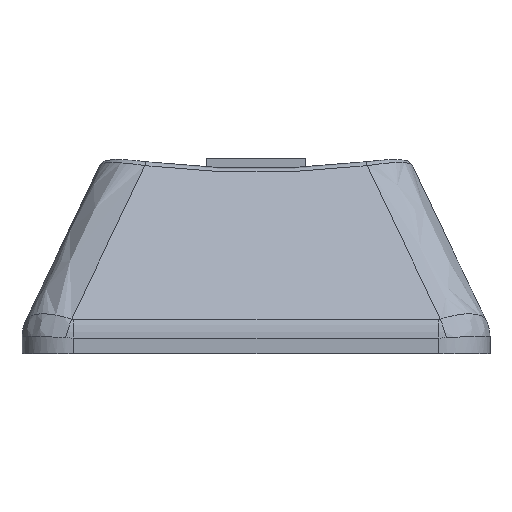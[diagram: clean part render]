
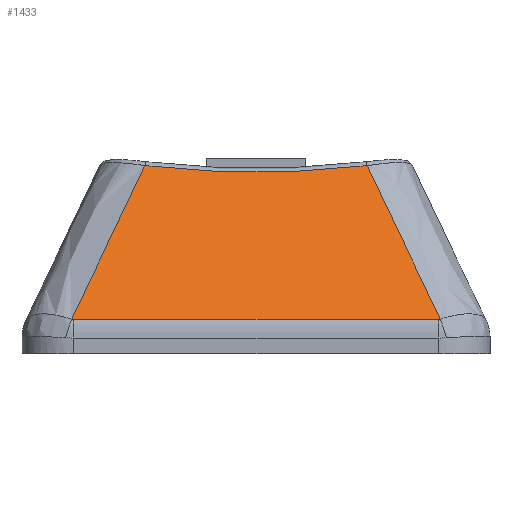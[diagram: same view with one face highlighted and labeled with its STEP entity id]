
A CAD part, front view. The second image highlights one B-rep face of the part: STEP entity #1433.
In plain terms, the highlighted planar face has unit normal (0, -0.877, 0.48).
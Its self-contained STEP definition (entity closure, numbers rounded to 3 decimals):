
#116=PLANE('',#1534);
#185=FACE_OUTER_BOUND('',#269,.T.);
#269=EDGE_LOOP('',(#1185,#1186,#1187,#1188,#1189,#1190));
#333=LINE('',#2800,#404);
#404=VECTOR('',#1672,10.);
#447=ELLIPSE('',#1512,1.042,0.5);
#449=ELLIPSE('',#1516,1.042,0.5);
#525=B_SPLINE_CURVE_WITH_KNOTS('',3,(#2962,#2963,#2964,#2965),
 .UNSPECIFIED.,.F.,.F.,(4,4),(-0.778,-0.042),
 .UNSPECIFIED.);
#527=B_SPLINE_CURVE_WITH_KNOTS('',3,(#2994,#2995,#2996,#2997),
 .UNSPECIFIED.,.F.,.F.,(4,4),(-0.865,0.),.UNSPECIFIED.);
#539=B_SPLINE_CURVE_WITH_KNOTS('',3,(#3258,#3259,#3260,#3261),
 .UNSPECIFIED.,.F.,.F.,(4,4),(0.042,0.778),
 .UNSPECIFIED.);
#623=VERTEX_POINT('',#2379);
#646=VERTEX_POINT('',#2759);
#648=VERTEX_POINT('',#2790);
#650=VERTEX_POINT('',#2796);
#663=VERTEX_POINT('',#2961);
#665=VERTEX_POINT('',#2993);
#823=EDGE_CURVE('',#646,#648,#447,.T.);
#826=EDGE_CURVE('',#648,#650,#333,.T.);
#828=EDGE_CURVE('',#650,#623,#449,.T.);
#849=EDGE_CURVE('',#623,#663,#525,.T.);
#852=EDGE_CURVE('',#663,#665,#527,.T.);
#871=EDGE_CURVE('',#665,#646,#539,.T.);
#1185=ORIENTED_EDGE('',*,*,#823,.F.);
#1186=ORIENTED_EDGE('',*,*,#871,.F.);
#1187=ORIENTED_EDGE('',*,*,#852,.F.);
#1188=ORIENTED_EDGE('',*,*,#849,.F.);
#1189=ORIENTED_EDGE('',*,*,#828,.F.);
#1190=ORIENTED_EDGE('',*,*,#826,.F.);
#1433=ADVANCED_FACE('',(#185),#116,.T.);
#1512=AXIS2_PLACEMENT_3D('',#2794,#1665,#1666);
#1516=AXIS2_PLACEMENT_3D('',#2818,#1675,#1676);
#1534=AXIS2_PLACEMENT_3D('',#3262,#1719,#1720);
#1665=DIRECTION('center_axis',(0.,0.877,-0.48));
#1666=DIRECTION('ref_axis',(0.,-0.48,-0.877));
#1672=DIRECTION('',(-1.,0.,0.));
#1675=DIRECTION('center_axis',(0.,0.877,-0.48));
#1676=DIRECTION('ref_axis',(0.,-0.48,-0.877));
#1719=DIRECTION('center_axis',(0.,-0.877,
0.48));
#1720=DIRECTION('ref_axis',(0.,-0.48,-0.877));
#2379=CARTESIAN_POINT('',(-7.157,-8.891,0.347));
#2759=CARTESIAN_POINT('',(7.157,-8.891,0.347));
#2790=CARTESIAN_POINT('',(7.081,-8.897,0.336));
#2794=CARTESIAN_POINT('Origin',(7.081,-8.397,1.251));
#2796=CARTESIAN_POINT('',(-7.08,-8.897,0.336));
#2800=CARTESIAN_POINT('',(7.525,-8.897,0.336));
#2818=CARTESIAN_POINT('Origin',(-7.08,-8.397,1.251));
#2961=CARTESIAN_POINT('',(-4.311,-5.632,6.306));
#2962=CARTESIAN_POINT('Ctrl Pts',(-7.157,-8.891,0.347));
#2963=CARTESIAN_POINT('Ctrl Pts',(-6.213,-7.804,2.335));
#2964=CARTESIAN_POINT('Ctrl Pts',(-5.266,-6.717,4.322));
#2965=CARTESIAN_POINT('Ctrl Pts',(-4.311,-5.632,6.306));
#2993=CARTESIAN_POINT('',(4.311,-5.632,6.306));
#2994=CARTESIAN_POINT('Ctrl Pts',(-4.311,-5.632,6.306));
#2995=CARTESIAN_POINT('Ctrl Pts',(-1.455,-5.82,5.963));
#2996=CARTESIAN_POINT('Ctrl Pts',(1.455,-5.82,5.963));
#2997=CARTESIAN_POINT('Ctrl Pts',(4.311,-5.632,6.306));
#3258=CARTESIAN_POINT('Ctrl Pts',(4.311,-5.632,6.306));
#3259=CARTESIAN_POINT('Ctrl Pts',(5.266,-6.717,4.322));
#3260=CARTESIAN_POINT('Ctrl Pts',(6.213,-7.804,2.335));
#3261=CARTESIAN_POINT('Ctrl Pts',(7.157,-8.891,0.347));
#3262=CARTESIAN_POINT('Origin',(5.969,-5.402,6.727));
